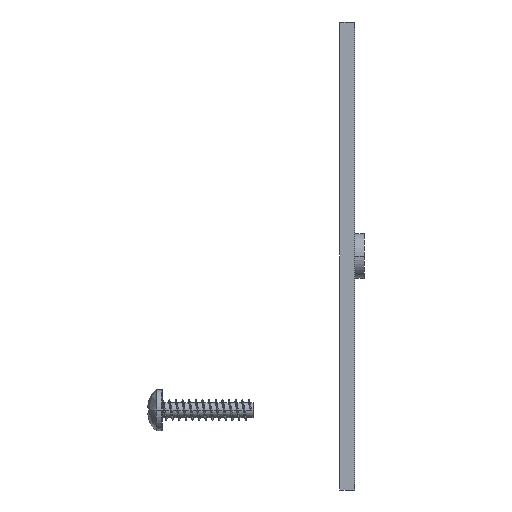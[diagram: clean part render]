
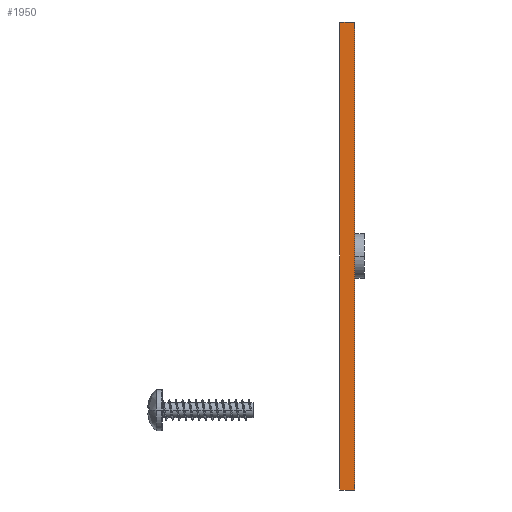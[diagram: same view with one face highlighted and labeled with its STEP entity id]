
A CAD part, left-side view. The second image highlights one B-rep face of the part: STEP entity #1950.
In plain terms, the highlighted planar face has unit normal (-1, 0, 0).
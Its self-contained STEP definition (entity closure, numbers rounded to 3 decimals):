
#62 = CARTESIAN_POINT ( 'NONE',  ( -47.25, 0., 47.25 ) ) ;
#135 = CARTESIAN_POINT ( 'NONE',  ( -47.25, 0., -47.25 ) ) ;
#288 = LINE ( 'NONE', #3820, #3947 ) ;
#317 = AXIS2_PLACEMENT_3D ( 'NONE', #3425, #4113, #2005 ) ;
#475 = CARTESIAN_POINT ( 'NONE',  ( -47.25, 3., -47.25 ) ) ;
#1247 = ORIENTED_EDGE ( 'NONE', *, *, #4084, .F. ) ;
#1271 = PLANE ( 'NONE',  #317 ) ;
#1423 = CARTESIAN_POINT ( 'NONE',  ( -47.25, 3., 47.25 ) ) ;
#1766 = CARTESIAN_POINT ( 'NONE',  ( -47.25, 0., 47.25 ) ) ;
#1844 = DIRECTION ( 'NONE',  ( 0., 1., 0. ) ) ;
#1950 = ADVANCED_FACE ( 'NONE', ( #3483 ), #1271, .F. ) ;
#2005 = DIRECTION ( 'NONE',  ( 0., 0., -1. ) ) ;
#2038 = VERTEX_POINT ( 'NONE', #4137 ) ;
#2257 = LINE ( 'NONE', #62, #3891 ) ;
#2308 = VERTEX_POINT ( 'NONE', #1423 ) ;
#2436 = DIRECTION ( 'NONE',  ( 0., 0., 1. ) ) ;
#2550 = DIRECTION ( 'NONE',  ( 0., 1., 0. ) ) ;
#2570 = CARTESIAN_POINT ( 'NONE',  ( -47.25, 0., -47.25 ) ) ;
#2649 = EDGE_LOOP ( 'NONE', ( #4252, #2998, #1247, #3940 ) ) ;
#2672 = LINE ( 'NONE', #475, #4411 ) ;
#2692 = VERTEX_POINT ( 'NONE', #135 ) ;
#2998 = ORIENTED_EDGE ( 'NONE', *, *, #3153, .F. ) ;
#3153 = EDGE_CURVE ( 'NONE', #2038, #2308, #2672, .T. ) ;
#3300 = LINE ( 'NONE', #2570, #4109 ) ;
#3413 = VERTEX_POINT ( 'NONE', #1766 ) ;
#3425 = CARTESIAN_POINT ( 'NONE',  ( -47.25, 0., -47.25 ) ) ;
#3483 = FACE_OUTER_BOUND ( 'NONE', #2649, .T. ) ;
#3820 = CARTESIAN_POINT ( 'NONE',  ( -47.25, 0., -47.25 ) ) ;
#3891 = VECTOR ( 'NONE', #1844, 1000. ) ;
#3940 = ORIENTED_EDGE ( 'NONE', *, *, #4482, .T. ) ;
#3947 = VECTOR ( 'NONE', #2436, 1000. ) ;
#4084 = EDGE_CURVE ( 'NONE', #2692, #2038, #3300, .T. ) ;
#4109 = VECTOR ( 'NONE', #2550, 1000. ) ;
#4112 = EDGE_CURVE ( 'NONE', #3413, #2308, #2257, .T. ) ;
#4113 = DIRECTION ( 'NONE',  ( 1., 0., 0. ) ) ;
#4137 = CARTESIAN_POINT ( 'NONE',  ( -47.25, 3., -47.25 ) ) ;
#4252 = ORIENTED_EDGE ( 'NONE', *, *, #4112, .T. ) ;
#4369 = DIRECTION ( 'NONE',  ( 0., 0., 1. ) ) ;
#4411 = VECTOR ( 'NONE', #4369, 1000. ) ;
#4482 = EDGE_CURVE ( 'NONE', #2692, #3413, #288, .T. ) ;
